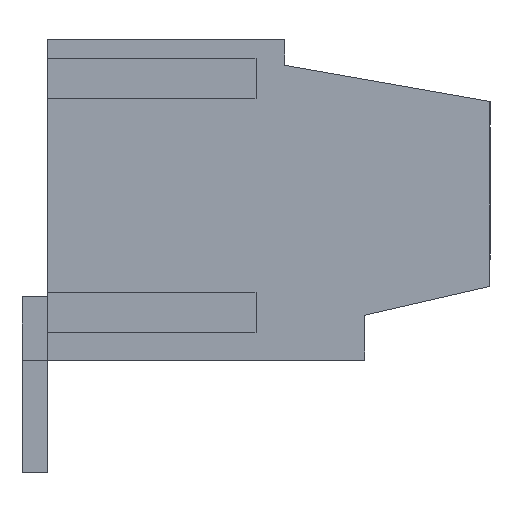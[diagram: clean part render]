
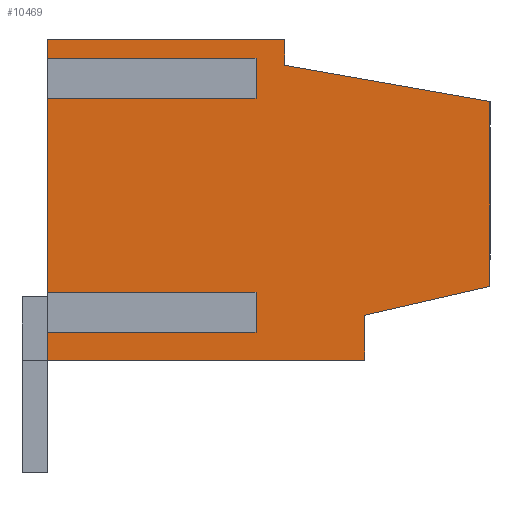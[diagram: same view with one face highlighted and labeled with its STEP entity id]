
A CAD part, left-side view. The second image highlights one B-rep face of the part: STEP entity #10469.
In plain terms, the highlighted planar face has unit normal (-1, 0, 0).
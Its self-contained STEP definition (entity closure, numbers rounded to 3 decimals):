
#10406=AXIS2_PLACEMENT_3D('Plane Axis2P3D',#10403,#10404,#10405) ;
#9364=CARTESIAN_POINT('Vertex',(0.55,13.8,3.5)) ;
#9367=CARTESIAN_POINT('Line Origine',(0.55,13.8,4.097)) ;
#9371=CARTESIAN_POINT('Vertex',(0.55,13.8,4.694)) ;
#9392=CARTESIAN_POINT('Vertex',(0.55,13.8,5.306)) ;
#9395=CARTESIAN_POINT('Line Origine',(0.55,13.8,8.65)) ;
#9399=CARTESIAN_POINT('Vertex',(0.55,13.8,11.994)) ;
#9420=CARTESIAN_POINT('Vertex',(0.55,13.8,12.606)) ;
#9423=CARTESIAN_POINT('Line Origine',(0.55,13.8,13.053)) ;
#9427=CARTESIAN_POINT('Vertex',(0.55,13.8,13.5)) ;
#9875=CARTESIAN_POINT('Line Origine',(0.55,10.1,13.5)) ;
#9879=CARTESIAN_POINT('Vertex',(0.55,6.4,13.5)) ;
#9968=CARTESIAN_POINT('Line Origine',(0.55,6.4,13.1)) ;
#9972=CARTESIAN_POINT('Vertex',(0.55,6.4,12.7)) ;
#9993=CARTESIAN_POINT('Line Origine',(0.55,3.2,12.136)) ;
#9997=CARTESIAN_POINT('Vertex',(0.55,0.,11.572)) ;
#10018=CARTESIAN_POINT('Line Origine',(0.55,0.,8.686)) ;
#10022=CARTESIAN_POINT('Vertex',(0.55,0.,5.8)) ;
#10163=CARTESIAN_POINT('Line Origine',(0.55,1.95,5.35)) ;
#10167=CARTESIAN_POINT('Vertex',(0.55,3.9,4.9)) ;
#10298=CARTESIAN_POINT('Vertex',(0.55,3.9,3.5)) ;
#10301=CARTESIAN_POINT('Line Origine',(0.55,8.85,3.5)) ;
#10403=CARTESIAN_POINT('Axis2P3D Location',(0.55,14.6,0.)) ;
#10408=CARTESIAN_POINT('Line Origine',(0.55,10.55,5.306)) ;
#10412=CARTESIAN_POINT('Vertex',(0.55,7.3,5.306)) ;
#10415=CARTESIAN_POINT('Line Origine',(0.55,7.3,5.)) ;
#10419=CARTESIAN_POINT('Vertex',(0.55,7.3,4.694)) ;
#10422=CARTESIAN_POINT('Line Origine',(0.55,10.55,4.694)) ;
#10427=CARTESIAN_POINT('Line Origine',(0.55,3.9,4.2)) ;
#10432=CARTESIAN_POINT('Line Origine',(0.55,10.55,12.606)) ;
#10436=CARTESIAN_POINT('Vertex',(0.55,7.3,12.606)) ;
#10439=CARTESIAN_POINT('Line Origine',(0.55,7.3,12.3)) ;
#10443=CARTESIAN_POINT('Vertex',(0.55,7.3,11.994)) ;
#10446=CARTESIAN_POINT('Line Origine',(0.55,10.55,11.994)) ;
#9368=DIRECTION('Vector Direction',(0.,0.,-1.)) ;
#9396=DIRECTION('Vector Direction',(0.,0.,-1.)) ;
#9424=DIRECTION('Vector Direction',(0.,0.,-1.)) ;
#9876=DIRECTION('Vector Direction',(0.,1.,0.)) ;
#9969=DIRECTION('Vector Direction',(0.,0.,1.)) ;
#9994=DIRECTION('Vector Direction',(0.,0.985,0.174)) ;
#10019=DIRECTION('Vector Direction',(0.,0.,1.)) ;
#10164=DIRECTION('Vector Direction',(0.,-0.974,0.225)) ;
#10302=DIRECTION('Vector Direction',(0.,-1.,0.)) ;
#10404=DIRECTION('Axis2P3D Direction',(-1.,0.,0.)) ;
#10405=DIRECTION('Axis2P3D XDirection',(0.,1.,0.)) ;
#10409=DIRECTION('Vector Direction',(0.,-1.,0.)) ;
#10416=DIRECTION('Vector Direction',(0.,0.,-1.)) ;
#10423=DIRECTION('Vector Direction',(0.,-1.,0.)) ;
#10428=DIRECTION('Vector Direction',(0.,0.,1.)) ;
#10433=DIRECTION('Vector Direction',(0.,-1.,0.)) ;
#10440=DIRECTION('Vector Direction',(0.,0.,-1.)) ;
#10447=DIRECTION('Vector Direction',(0.,-1.,0.)) ;
#9369=VECTOR('Line Direction',#9368,1.) ;
#9397=VECTOR('Line Direction',#9396,1.) ;
#9425=VECTOR('Line Direction',#9424,1.) ;
#9877=VECTOR('Line Direction',#9876,1.) ;
#9970=VECTOR('Line Direction',#9969,1.) ;
#9995=VECTOR('Line Direction',#9994,1.) ;
#10020=VECTOR('Line Direction',#10019,1.) ;
#10165=VECTOR('Line Direction',#10164,1.) ;
#10303=VECTOR('Line Direction',#10302,1.) ;
#10410=VECTOR('Line Direction',#10409,1.) ;
#10417=VECTOR('Line Direction',#10416,1.) ;
#10424=VECTOR('Line Direction',#10423,1.) ;
#10429=VECTOR('Line Direction',#10428,1.) ;
#10434=VECTOR('Line Direction',#10433,1.) ;
#10441=VECTOR('Line Direction',#10440,1.) ;
#10448=VECTOR('Line Direction',#10447,1.) ;
#10452=ORIENTED_EDGE('',*,*,#9401,.T.) ;
#10453=ORIENTED_EDGE('',*,*,#10414,.T.) ;
#10454=ORIENTED_EDGE('',*,*,#10421,.T.) ;
#10455=ORIENTED_EDGE('',*,*,#10426,.F.) ;
#10456=ORIENTED_EDGE('',*,*,#9373,.T.) ;
#10457=ORIENTED_EDGE('',*,*,#10305,.T.) ;
#10458=ORIENTED_EDGE('',*,*,#10431,.T.) ;
#10459=ORIENTED_EDGE('',*,*,#10169,.T.) ;
#10460=ORIENTED_EDGE('',*,*,#10024,.T.) ;
#10461=ORIENTED_EDGE('',*,*,#9999,.T.) ;
#10462=ORIENTED_EDGE('',*,*,#9974,.T.) ;
#10463=ORIENTED_EDGE('',*,*,#9881,.T.) ;
#10464=ORIENTED_EDGE('',*,*,#9429,.T.) ;
#10465=ORIENTED_EDGE('',*,*,#10438,.T.) ;
#10466=ORIENTED_EDGE('',*,*,#10445,.T.) ;
#10467=ORIENTED_EDGE('',*,*,#10450,.F.) ;
#10469=ADVANCED_FACE('HOUSING',(#10468),#10407,.T.) ;
#9373=EDGE_CURVE('',#9372,#9365,#9370,.T.) ;
#9401=EDGE_CURVE('',#9400,#9393,#9398,.T.) ;
#9429=EDGE_CURVE('',#9428,#9421,#9426,.T.) ;
#9881=EDGE_CURVE('',#9880,#9428,#9878,.T.) ;
#9974=EDGE_CURVE('',#9973,#9880,#9971,.T.) ;
#9999=EDGE_CURVE('',#9998,#9973,#9996,.T.) ;
#10024=EDGE_CURVE('',#10023,#9998,#10021,.T.) ;
#10169=EDGE_CURVE('',#10168,#10023,#10166,.T.) ;
#10305=EDGE_CURVE('',#9365,#10299,#10304,.T.) ;
#10414=EDGE_CURVE('',#9393,#10413,#10411,.T.) ;
#10421=EDGE_CURVE('',#10413,#10420,#10418,.T.) ;
#10426=EDGE_CURVE('',#9372,#10420,#10425,.T.) ;
#10431=EDGE_CURVE('',#10299,#10168,#10430,.T.) ;
#10438=EDGE_CURVE('',#9421,#10437,#10435,.T.) ;
#10445=EDGE_CURVE('',#10437,#10444,#10442,.T.) ;
#10450=EDGE_CURVE('',#9400,#10444,#10449,.T.) ;
#10451=EDGE_LOOP('',(#10452,#10453,#10454,#10455,#10456,#10457,#10458,#10459,#10460,#10461,#10462,#10463,#10464,#10465,#10466,#10467)) ;
#10468=FACE_OUTER_BOUND('',#10451,.T.) ;
#9370=LINE('Line',#9367,#9369) ;
#9398=LINE('Line',#9395,#9397) ;
#9426=LINE('Line',#9423,#9425) ;
#9878=LINE('Line',#9875,#9877) ;
#9971=LINE('Line',#9968,#9970) ;
#9996=LINE('Line',#9993,#9995) ;
#10021=LINE('Line',#10018,#10020) ;
#10166=LINE('Line',#10163,#10165) ;
#10304=LINE('Line',#10301,#10303) ;
#10411=LINE('Line',#10408,#10410) ;
#10418=LINE('Line',#10415,#10417) ;
#10425=LINE('Line',#10422,#10424) ;
#10430=LINE('Line',#10427,#10429) ;
#10435=LINE('Line',#10432,#10434) ;
#10442=LINE('Line',#10439,#10441) ;
#10449=LINE('Line',#10446,#10448) ;
#10407=PLANE('',#10406) ;
#9365=VERTEX_POINT('',#9364) ;
#9372=VERTEX_POINT('',#9371) ;
#9393=VERTEX_POINT('',#9392) ;
#9400=VERTEX_POINT('',#9399) ;
#9421=VERTEX_POINT('',#9420) ;
#9428=VERTEX_POINT('',#9427) ;
#9880=VERTEX_POINT('',#9879) ;
#9973=VERTEX_POINT('',#9972) ;
#9998=VERTEX_POINT('',#9997) ;
#10023=VERTEX_POINT('',#10022) ;
#10168=VERTEX_POINT('',#10167) ;
#10299=VERTEX_POINT('',#10298) ;
#10413=VERTEX_POINT('',#10412) ;
#10420=VERTEX_POINT('',#10419) ;
#10437=VERTEX_POINT('',#10436) ;
#10444=VERTEX_POINT('',#10443) ;
